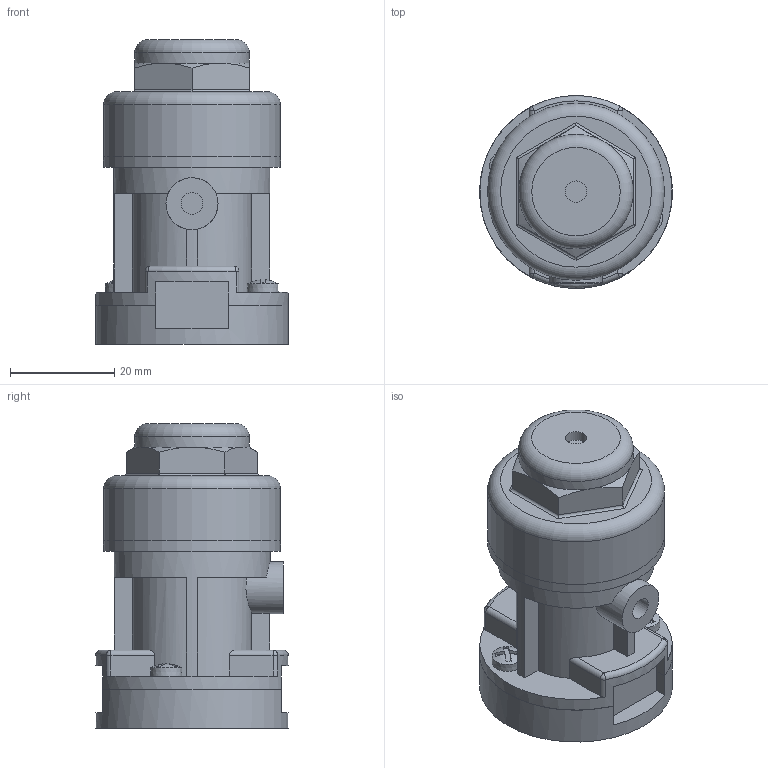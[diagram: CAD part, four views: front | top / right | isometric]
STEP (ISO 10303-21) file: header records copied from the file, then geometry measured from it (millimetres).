
FILE_DESCRIPTION(/* description */ ('Unknown'),/* implementation_level */ '2;1');
FILE_NAME(/* name */ '7071_MINI-SCHLAUCHVENTIL DN2-6 NC',/* time_stamp */ '2019-12-18T10:02:54+01:00',/* author */ ('Unknown'),/* organization */ ('Unknown'),/* preprocessor_version */ 'ST-DEVELOPER v16.7',/* originating_system */ 'DEX',/* authorisation */ $);
FILE_SCHEMA (('AUTOMOTIVE_DESIGN {1 0 10303 214 3 1 1}'));
Length unit declared in the file: millimetre
Products named in the file (4): 7071_MINI-SCHLAUCHVENTIL DN2-6 NC; Geh untert; Geh obert; Haube DN2_4_6 NC
Assembly tree (3 placements, depth 2):
  7071_MINI-SCHLAUCHVENTIL DN2-6 NC
    Geh untert
    Geh obert
    Haube DN2_4_6 NC
Bounding box: 37 x 37 x 58.5 mm (x, y, z)
Volume: 40624.8 mm3; surface area: 13790.6 mm2
Topology: 3 solids, 3 shells, 147 faces, 378 edges, 239 vertices
Faces by surface type: plane 101, cylinder 30, sphere 6, cone 6, torus 4
Full cylindrical faces by diameter (mm): 3.2 x2, 4.099 x1, 4.2 x1, 10 x1, 21.999 x1, 30 x1, 33.999 x1, 34 x1, 37 x2
Entity records: 4370 total; most frequent: CARTESIAN_POINT 800, DIRECTION 744, ORIENTED_EDGE 692, EDGE_CURVE 346, AXIS2_PLACEMENT_3D 265, VERTEX_POINT 228, LINE 214, VECTOR 214
